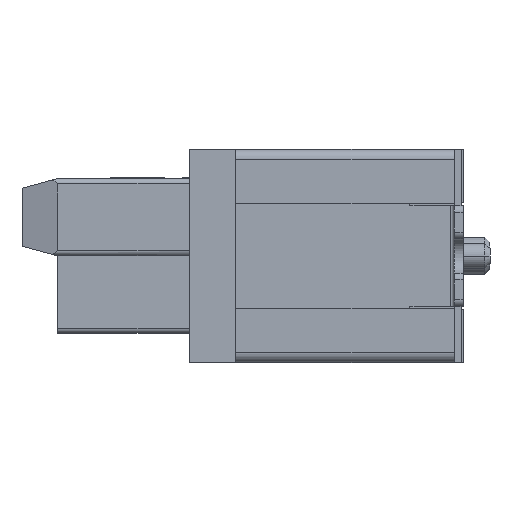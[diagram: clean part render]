
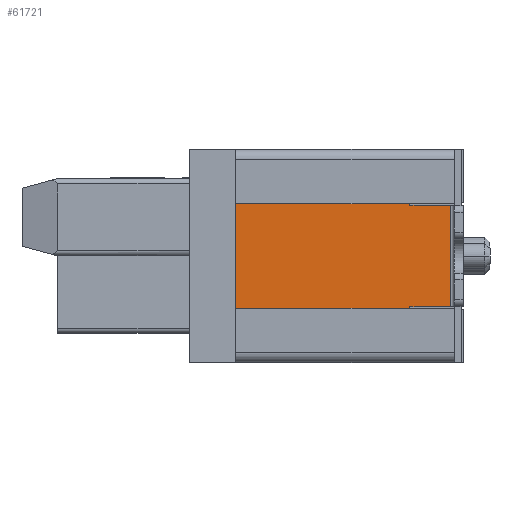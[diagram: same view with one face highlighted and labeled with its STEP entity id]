
A CAD part, left-side view. The second image highlights one B-rep face of the part: STEP entity #61721.
In plain terms, the highlighted planar face has unit normal (-1, 0, 0).
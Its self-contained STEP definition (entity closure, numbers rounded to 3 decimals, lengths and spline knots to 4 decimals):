
#731=DIRECTION('',(0.,-1.,0.));
#732=VECTOR('',#731,4.75);
#733=CARTESIAN_POINT('',(-23.15,6.2,-2.3));
#734=LINE('',#733,#732);
#819=DIRECTION('',(0.,0.,1.));
#820=VECTOR('',#819,0.875);
#821=CARTESIAN_POINT('',(-23.15,1.45,1.425));
#822=LINE('',#821,#820);
#823=DIRECTION('',(0.,1.,0.));
#824=VECTOR('',#823,1.15);
#825=CARTESIAN_POINT('',(-23.15,0.3,1.425));
#826=LINE('',#825,#824);
#827=DIRECTION('',(0.,-1.,0.));
#828=VECTOR('',#827,1.15);
#829=CARTESIAN_POINT('',(-23.15,1.45,-1.425));
#830=LINE('',#829,#828);
#831=DIRECTION('',(0.,0.,1.));
#832=VECTOR('',#831,0.875);
#833=CARTESIAN_POINT('',(-23.15,1.45,-2.3));
#834=LINE('',#833,#832);
#835=DIRECTION('',(0.,-1.,0.));
#836=VECTOR('',#835,0.15);
#837=CARTESIAN_POINT('',(-23.15,6.35,-2.3));
#838=LINE('',#837,#836);
#839=DIRECTION('',(0.,0.,-1.));
#840=VECTOR('',#839,4.6);
#841=CARTESIAN_POINT('',(-23.15,6.35,2.3));
#842=LINE('',#841,#840);
#843=DIRECTION('',(0.,1.,0.));
#844=VECTOR('',#843,0.15);
#845=CARTESIAN_POINT('',(-23.15,6.2,2.3));
#846=LINE('',#845,#844);
#851=DIRECTION('',(0.,1.,0.));
#852=VECTOR('',#851,4.75);
#853=CARTESIAN_POINT('',(-23.15,1.45,2.3));
#854=LINE('',#853,#852);
#871=DIRECTION('',(0.,0.,-1.));
#872=VECTOR('',#871,2.85);
#873=CARTESIAN_POINT('',(-23.15,0.3,1.425));
#874=LINE('',#873,#872);
#47525=CARTESIAN_POINT('',(-23.15,6.35,2.3));
#47527=VERTEX_POINT('',#47525);
#47539=CARTESIAN_POINT('',(-23.15,0.3,1.425));
#47540=CARTESIAN_POINT('',(-23.15,1.45,1.425));
#47541=VERTEX_POINT('',#47539);
#47542=VERTEX_POINT('',#47540);
#47575=CARTESIAN_POINT('',(-23.15,0.3,-1.425));
#47576=VERTEX_POINT('',#47575);
#47577=CARTESIAN_POINT('',(-23.15,1.45,-1.425));
#47578=VERTEX_POINT('',#47577);
#47579=CARTESIAN_POINT('',(-23.15,6.35,-2.3));
#47580=VERTEX_POINT('',#47579);
#57802=CARTESIAN_POINT('',(-23.15,6.2,2.3));
#57803=VERTEX_POINT('',#57802);
#57804=CARTESIAN_POINT('',(-23.15,1.45,2.3));
#57805=VERTEX_POINT('',#57804);
#57806=CARTESIAN_POINT('',(-23.15,6.2,-2.3));
#57807=VERTEX_POINT('',#57806);
#57808=CARTESIAN_POINT('',(-23.15,1.45,-2.3));
#57809=VERTEX_POINT('',#57808);
#61701=CARTESIAN_POINT('',(-23.15,3.325,0.));
#61702=DIRECTION('',(1.,0.,0.));
#61703=DIRECTION('',(0.,1.,0.));
#61704=AXIS2_PLACEMENT_3D('',#61701,#61702,#61703);
#61705=PLANE('',#61704);
#61707=ORIENTED_EDGE('',*,*,#61706,.F.);
#61708=ORIENTED_EDGE('',*,*,#61447,.F.);
#61709=ORIENTED_EDGE('',*,*,#61470,.F.);
#61711=ORIENTED_EDGE('',*,*,#61710,.T.);
#61712=ORIENTED_EDGE('',*,*,#61498,.F.);
#61713=ORIENTED_EDGE('',*,*,#61520,.F.);
#61714=ORIENTED_EDGE('',*,*,#61539,.F.);
#61715=ORIENTED_EDGE('',*,*,#61639,.F.);
#61717=ORIENTED_EDGE('',*,*,#61716,.F.);
#61718=ORIENTED_EDGE('',*,*,#61693,.F.);
#61719=EDGE_LOOP('',(#61707,#61708,#61709,#61711,#61712,#61713,#61714,#61715,
#61717,#61718));
#61720=FACE_OUTER_BOUND('',#61719,.F.);
#61721=ADVANCED_FACE('',(#61720),#61705,.F.);
#61447=EDGE_CURVE('',#47542,#57805,#822,.T.);
#61470=EDGE_CURVE('',#47541,#47542,#826,.T.);
#61498=EDGE_CURVE('',#47578,#47576,#830,.T.);
#61520=EDGE_CURVE('',#57809,#47578,#834,.T.);
#61539=EDGE_CURVE('',#57807,#57809,#734,.T.);
#61639=EDGE_CURVE('',#47580,#57807,#838,.T.);
#61693=EDGE_CURVE('',#57803,#47527,#846,.T.);
#61706=EDGE_CURVE('',#57805,#57803,#854,.T.);
#61710=EDGE_CURVE('',#47541,#47576,#874,.T.);
#61716=EDGE_CURVE('',#47527,#47580,#842,.T.);
